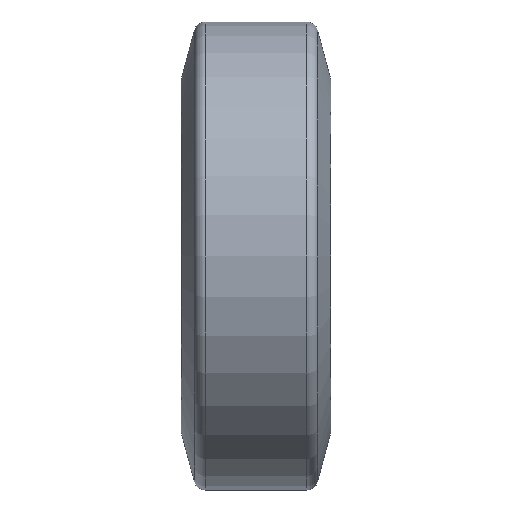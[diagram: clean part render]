
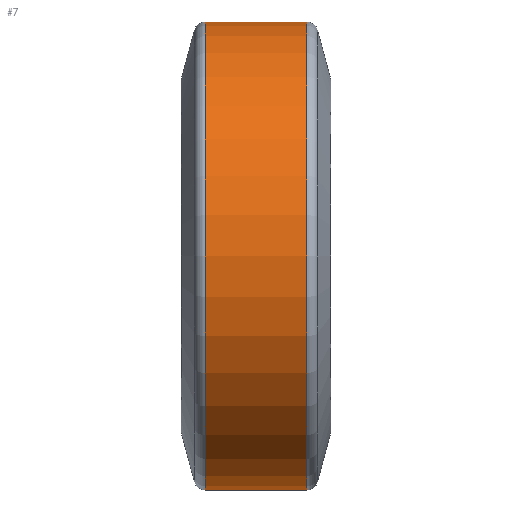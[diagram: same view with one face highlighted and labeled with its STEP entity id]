
A CAD part, front view. The second image highlights one B-rep face of the part: STEP entity #7.
In plain terms, the highlighted cylindrical face has radius 62.5 mm (diameter 125 mm), a partial arc.
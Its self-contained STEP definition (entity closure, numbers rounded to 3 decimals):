
#7 = ADVANCED_FACE ( 'NONE', ( #344 ), #12, .T. ) ;
#12 = CYLINDRICAL_SURFACE ( 'NONE', #847, 62.5 ) ;
#19 = DIRECTION ( 'NONE',  ( 0., 0., 1. ) ) ;
#25 = CARTESIAN_POINT ( 'NONE',  ( -30.378, 0., -62.5 ) ) ;
#63 = AXIS2_PLACEMENT_3D ( 'NONE', #211, #219, #671 ) ;
#81 = EDGE_CURVE ( 'NONE', #294, #101, #295, .T. ) ;
#101 = VERTEX_POINT ( 'NONE', #167 ) ;
#108 = EDGE_LOOP ( 'NONE', ( #220, #612, #764, #722 ) ) ;
#167 = CARTESIAN_POINT ( 'NONE',  ( -13.545, 0., -62.5 ) ) ;
#169 = VERTEX_POINT ( 'NONE', #450 ) ;
#194 = CIRCLE ( 'NONE', #63, 62.5 ) ;
#211 = CARTESIAN_POINT ( 'NONE',  ( -13.545, 0., 0. ) ) ;
#219 = DIRECTION ( 'NONE',  ( 1., 0., 0. ) ) ;
#220 = ORIENTED_EDGE ( 'NONE', *, *, #81, .F. ) ;
#223 = EDGE_CURVE ( 'NONE', #169, #818, #384, .T. ) ;
#259 = DIRECTION ( 'NONE',  ( -1., 0., 0. ) ) ;
#272 = CARTESIAN_POINT ( 'NONE',  ( -30.378, 0., 0. ) ) ;
#274 = CIRCLE ( 'NONE', #780, 62.5 ) ;
#282 = DIRECTION ( 'NONE',  ( -1., 0., 0. ) ) ;
#294 = VERTEX_POINT ( 'NONE', #789 ) ;
#295 = LINE ( 'NONE', #25, #567 ) ;
#321 = CARTESIAN_POINT ( 'NONE',  ( 13.545, 0., 0. ) ) ;
#344 = FACE_OUTER_BOUND ( 'NONE', #108, .T. ) ;
#362 = VECTOR ( 'NONE', #573, 1000. ) ;
#384 = LINE ( 'NONE', #388, #362 ) ;
#388 = CARTESIAN_POINT ( 'NONE',  ( -30.378, 0., 62.5 ) ) ;
#415 = DIRECTION ( 'NONE',  ( -1., 0., 0. ) ) ;
#450 = CARTESIAN_POINT ( 'NONE',  ( 13.545, 0., 62.5 ) ) ;
#567 = VECTOR ( 'NONE', #282, 1000. ) ;
#573 = DIRECTION ( 'NONE',  ( -1., 0., 0. ) ) ;
#580 = EDGE_CURVE ( 'NONE', #294, #169, #274, .T. ) ;
#612 = ORIENTED_EDGE ( 'NONE', *, *, #580, .T. ) ;
#632 = DIRECTION ( 'NONE',  ( 0., 0., -1. ) ) ;
#671 = DIRECTION ( 'NONE',  ( 0., 0., -1. ) ) ;
#722 = ORIENTED_EDGE ( 'NONE', *, *, #753, .T. ) ;
#753 = EDGE_CURVE ( 'NONE', #818, #101, #194, .T. ) ;
#764 = ORIENTED_EDGE ( 'NONE', *, *, #223, .T. ) ;
#780 = AXIS2_PLACEMENT_3D ( 'NONE', #321, #259, #632 ) ;
#789 = CARTESIAN_POINT ( 'NONE',  ( 13.545, 0., -62.5 ) ) ;
#804 = CARTESIAN_POINT ( 'NONE',  ( -13.545, 0., 62.5 ) ) ;
#818 = VERTEX_POINT ( 'NONE', #804 ) ;
#847 = AXIS2_PLACEMENT_3D ( 'NONE', #272, #415, #19 ) ;
